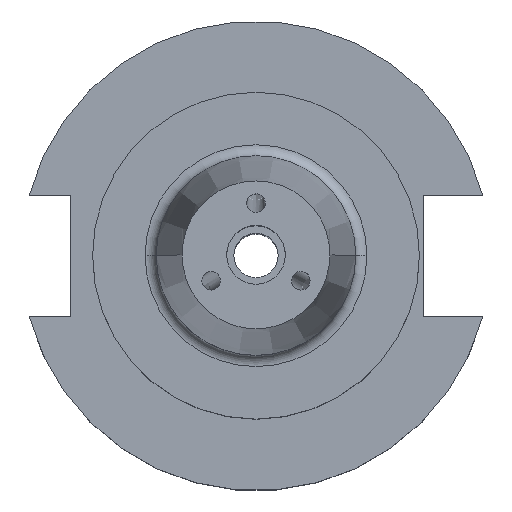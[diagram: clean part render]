
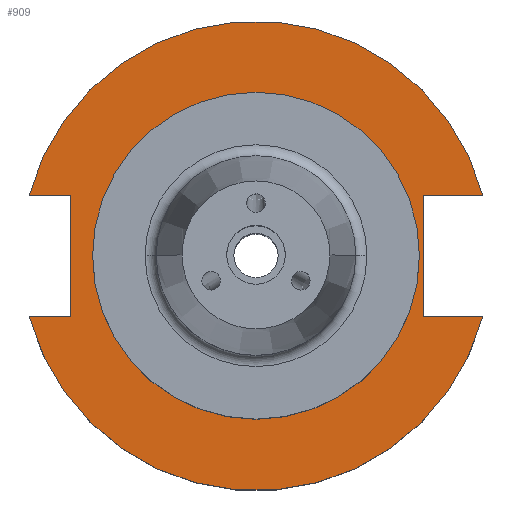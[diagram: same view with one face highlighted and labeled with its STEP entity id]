
A CAD part, top view. The second image highlights one B-rep face of the part: STEP entity #909.
In plain terms, the highlighted planar face has unit normal (0, 0, 1).
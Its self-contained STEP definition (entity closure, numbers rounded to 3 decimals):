
#31 = ORIENTED_EDGE ( 'NONE', *, *, #1875, .F. ) ;
#98 = EDGE_CURVE ( 'NONE', #281, #962, #416, .T. ) ;
#108 = CARTESIAN_POINT ( 'NONE',  ( 0., -8.191, 19.05 ) ) ;
#182 = DIRECTION ( 'NONE',  ( -1., 0., 0. ) ) ;
#192 = CARTESIAN_POINT ( 'NONE',  ( 0., 22.1, 19.05 ) ) ;
#240 = AXIS2_PLACEMENT_3D ( 'NONE', #285, #2466, #1485 ) ;
#254 = VECTOR ( 'NONE', #698, 1000. ) ;
#281 = VERTEX_POINT ( 'NONE', #1301 ) ;
#285 = CARTESIAN_POINT ( 'NONE',  ( 0., 0., 19.05 ) ) ;
#293 = VECTOR ( 'NONE', #2392, 1000. ) ;
#300 = CARTESIAN_POINT ( 'NONE',  ( -30.675, -8.191, 19.05 ) ) ;
#317 = VERTEX_POINT ( 'NONE', #1690 ) ;
#326 = DIRECTION ( 'NONE',  ( 1., 0., 0. ) ) ;
#387 = AXIS2_PLACEMENT_3D ( 'NONE', #192, #789, #182 ) ;
#388 = DIRECTION ( 'NONE',  ( 0., 1., 0. ) ) ;
#393 = EDGE_LOOP ( 'NONE', ( #969, #31, #1110, #566, #733, #1404, #1722, #2321 ) ) ;
#416 = LINE ( 'NONE', #1084, #955 ) ;
#417 = FACE_BOUND ( 'NONE', #1361, .T. ) ;
#451 = EDGE_CURVE ( 'NONE', #1736, #281, #1270, .T. ) ;
#466 = DIRECTION ( 'NONE',  ( 0., 0., 1. ) ) ;
#531 = CARTESIAN_POINT ( 'NONE',  ( 0., 0., 19.05 ) ) ;
#566 = ORIENTED_EDGE ( 'NONE', *, *, #802, .F. ) ;
#612 = VECTOR ( 'NONE', #1893, 1000. ) ;
#684 = VERTEX_POINT ( 'NONE', #2221 ) ;
#698 = DIRECTION ( 'NONE',  ( 1., 0., 0. ) ) ;
#715 = CIRCLE ( 'NONE', #240, 31.75 ) ;
#733 = ORIENTED_EDGE ( 'NONE', *, *, #953, .T. ) ;
#735 = EDGE_CURVE ( 'NONE', #317, #1736, #715, .T. ) ;
#769 = LINE ( 'NONE', #1080, #254 ) ;
#789 = DIRECTION ( 'NONE',  ( 0., 0., -1. ) ) ;
#802 = EDGE_CURVE ( 'NONE', #1600, #684, #1180, .T. ) ;
#887 = CIRCLE ( 'NONE', #1805, 31.75 ) ;
#888 = DIRECTION ( 'NONE',  ( -1., 0., 0. ) ) ;
#909 = ADVANCED_FACE ( 'NONE', ( #417, #2456 ), #967, .F. ) ;
#953 = EDGE_CURVE ( 'NONE', #1600, #1548, #2115, .T. ) ;
#955 = VECTOR ( 'NONE', #2445, 1000. ) ;
#962 = VERTEX_POINT ( 'NONE', #2528 ) ;
#967 = PLANE ( 'NONE',  #387 ) ;
#969 = ORIENTED_EDGE ( 'NONE', *, *, #98, .T. ) ;
#1005 = VERTEX_POINT ( 'NONE', #2197 ) ;
#1020 = CARTESIAN_POINT ( 'NONE',  ( 22.606, 8.191, 19.05 ) ) ;
#1080 = CARTESIAN_POINT ( 'NONE',  ( -61.091, -8.191, 19.05 ) ) ;
#1084 = CARTESIAN_POINT ( 'NONE',  ( -25.091, 8.191, 19.05 ) ) ;
#1110 = ORIENTED_EDGE ( 'NONE', *, *, #1389, .T. ) ;
#1155 = AXIS2_PLACEMENT_3D ( 'NONE', #2305, #1525, #326 ) ;
#1180 = LINE ( 'NONE', #108, #612 ) ;
#1269 = CARTESIAN_POINT ( 'NONE',  ( 0., 0., 19.05 ) ) ;
#1270 = LINE ( 'NONE', #1635, #293 ) ;
#1301 = CARTESIAN_POINT ( 'NONE',  ( -25.091, 8.191, 19.05 ) ) ;
#1336 = ORIENTED_EDGE ( 'NONE', *, *, #2341, .F. ) ;
#1361 = EDGE_LOOP ( 'NONE', ( #1336, #2464 ) ) ;
#1389 = EDGE_CURVE ( 'NONE', #2342, #684, #887, .T. ) ;
#1404 = ORIENTED_EDGE ( 'NONE', *, *, #1616, .F. ) ;
#1485 = DIRECTION ( 'NONE',  ( 1., 0., 0. ) ) ;
#1525 = DIRECTION ( 'NONE',  ( 0., 0., 1. ) ) ;
#1548 = VERTEX_POINT ( 'NONE', #1020 ) ;
#1578 = VECTOR ( 'NONE', #888, 1000. ) ;
#1600 = VERTEX_POINT ( 'NONE', #2041 ) ;
#1616 = EDGE_CURVE ( 'NONE', #317, #1548, #1956, .T. ) ;
#1635 = CARTESIAN_POINT ( 'NONE',  ( -61.091, 8.191, 19.05 ) ) ;
#1663 = CARTESIAN_POINT ( 'NONE',  ( 0., 8.191, 19.05 ) ) ;
#1690 = CARTESIAN_POINT ( 'NONE',  ( 30.675, 8.191, 19.05 ) ) ;
#1698 = EDGE_CURVE ( 'NONE', #2075, #1005, #1837, .T. ) ;
#1722 = ORIENTED_EDGE ( 'NONE', *, *, #735, .T. ) ;
#1736 = VERTEX_POINT ( 'NONE', #2091 ) ;
#1805 = AXIS2_PLACEMENT_3D ( 'NONE', #531, #2106, #2476 ) ;
#1837 = CIRCLE ( 'NONE', #1908, 22.1 ) ;
#1875 = EDGE_CURVE ( 'NONE', #2342, #962, #769, .T. ) ;
#1893 = DIRECTION ( 'NONE',  ( 1., 0., 0. ) ) ;
#1908 = AXIS2_PLACEMENT_3D ( 'NONE', #1269, #466, #2074 ) ;
#1956 = LINE ( 'NONE', #1663, #1578 ) ;
#1957 = CARTESIAN_POINT ( 'NONE',  ( 22.606, 22.1, 19.05 ) ) ;
#2041 = CARTESIAN_POINT ( 'NONE',  ( 22.606, -8.191, 19.05 ) ) ;
#2074 = DIRECTION ( 'NONE',  ( 1., 0., 0. ) ) ;
#2075 = VERTEX_POINT ( 'NONE', #2542 ) ;
#2091 = CARTESIAN_POINT ( 'NONE',  ( -30.675, 8.191, 19.05 ) ) ;
#2106 = DIRECTION ( 'NONE',  ( 0., 0., 1. ) ) ;
#2115 = LINE ( 'NONE', #1957, #2272 ) ;
#2182 = CIRCLE ( 'NONE', #1155, 22.1 ) ;
#2197 = CARTESIAN_POINT ( 'NONE',  ( 22.1, 0., 19.05 ) ) ;
#2221 = CARTESIAN_POINT ( 'NONE',  ( 30.675, -8.191, 19.05 ) ) ;
#2272 = VECTOR ( 'NONE', #388, 1000. ) ;
#2305 = CARTESIAN_POINT ( 'NONE',  ( 0., 0., 19.05 ) ) ;
#2321 = ORIENTED_EDGE ( 'NONE', *, *, #451, .T. ) ;
#2341 = EDGE_CURVE ( 'NONE', #1005, #2075, #2182, .T. ) ;
#2342 = VERTEX_POINT ( 'NONE', #300 ) ;
#2392 = DIRECTION ( 'NONE',  ( 1., 0., 0. ) ) ;
#2445 = DIRECTION ( 'NONE',  ( 0., -1., 0. ) ) ;
#2456 = FACE_OUTER_BOUND ( 'NONE', #393, .T. ) ;
#2464 = ORIENTED_EDGE ( 'NONE', *, *, #1698, .F. ) ;
#2466 = DIRECTION ( 'NONE',  ( 0., 0., 1. ) ) ;
#2476 = DIRECTION ( 'NONE',  ( 1., 0., 0. ) ) ;
#2528 = CARTESIAN_POINT ( 'NONE',  ( -25.091, -8.191, 19.05 ) ) ;
#2542 = CARTESIAN_POINT ( 'NONE',  ( -22.1, 0., 19.05 ) ) ;
